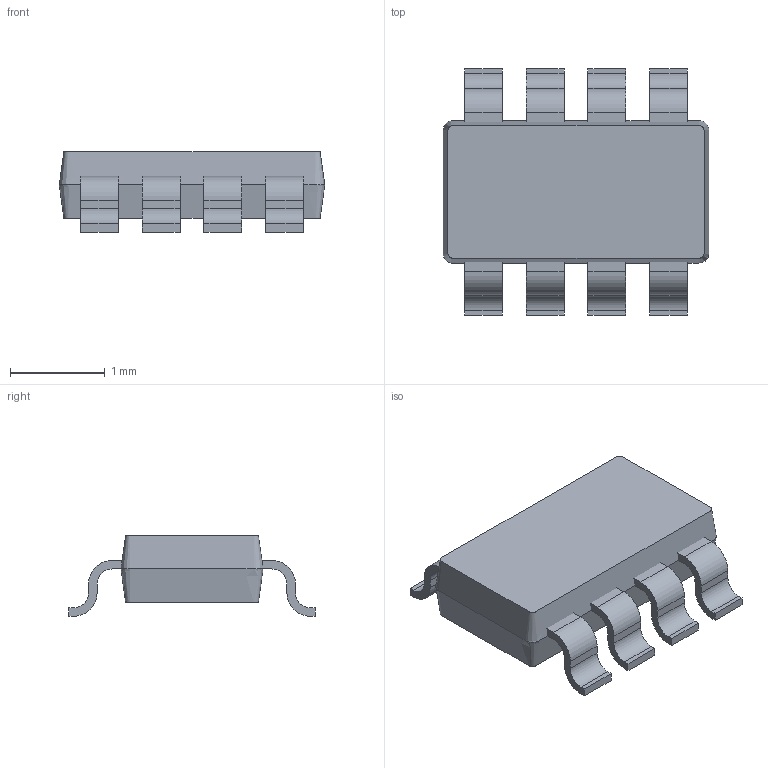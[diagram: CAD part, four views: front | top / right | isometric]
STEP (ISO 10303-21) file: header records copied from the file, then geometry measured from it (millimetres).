
FILE_DESCRIPTION(/* description */ (''),/* implementation_level */ '2;1');
FILE_NAME(/* name */ 'MP2256JG-Z.step',/* time_stamp */ '2025-12-17T23:45:30+08:00',/* author */ (''),/* organization */ (''),/* preprocessor_version */ 'ST-DEVELOPER v20.1',/* originating_system */ 'Autodesk Translation Framework v14.21.0.0',/* authorisation */ '');
FILE_SCHEMA (('AUTOMOTIVE_DESIGN { 1 0 10303 214 3 1 1 }'));
Length unit declared in the file: millimetre
Products named in the file (1): (未保存)
Bounding box: 2.8 x 2.6 x 0.85 mm (x, y, z)
Volume: 3.2 mm3; surface area: 25.9 mm2
Topology: 9 solids, 9 shells, 120 faces, 320 edges, 218 vertices
Faces by surface type: plane 86, cylinder 32, bspline 2
Entity records: 4782 total; most frequent: CARTESIAN_POINT 1664, ORIENTED_EDGE 640, DIRECTION 628, EDGE_CURVE 320, LINE 246, VECTOR 246, VERTEX_POINT 218, AXIS2_PLACEMENT_3D 191
